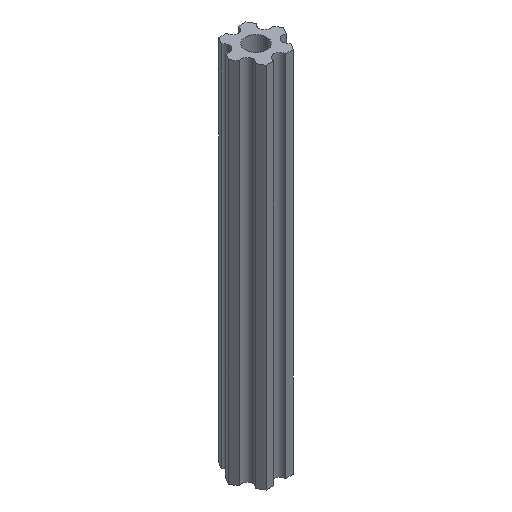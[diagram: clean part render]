
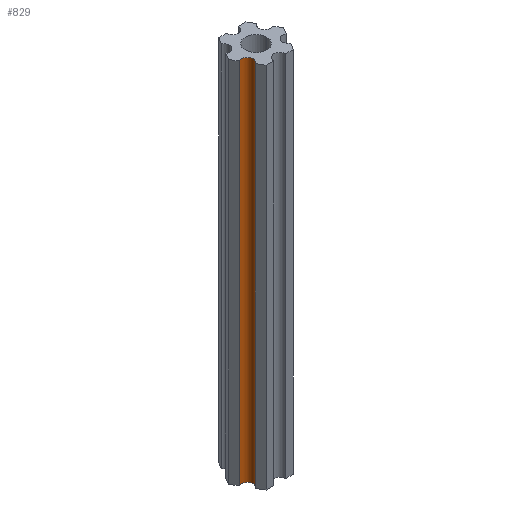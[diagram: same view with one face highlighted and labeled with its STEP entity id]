
A CAD part, isometric view. The second image highlights one B-rep face of the part: STEP entity #829.
In plain terms, the highlighted cylindrical face has radius 1.587 mm (diameter 3.175 mm), a partial arc.
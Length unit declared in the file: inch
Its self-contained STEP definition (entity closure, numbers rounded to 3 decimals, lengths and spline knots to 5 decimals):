
#1 = VECTOR ( 'NONE', #245, 39.37008 ) ;
#10 = DIRECTION ( 'NONE',  ( 1., 0., 0. ) ) ;
#28 = VECTOR ( 'NONE', #674, 39.37008 ) ;
#42 = EDGE_CURVE ( 'NONE', #694, #371, #138, .T. ) ;
#55 = CARTESIAN_POINT ( 'NONE',  ( -0.18526, -0.17913, 0. ) ) ;
#78 = VERTEX_POINT ( 'NONE', #615 ) ;
#84 = FACE_OUTER_BOUND ( 'NONE', #372, .T. ) ;
#87 = CARTESIAN_POINT ( 'NONE',  ( -0.18526, -0.17913, 3.875 ) ) ;
#103 = AXIS2_PLACEMENT_3D ( 'NONE', #105, #635, #748 ) ;
#105 = CARTESIAN_POINT ( 'NONE',  ( -0.21651, -0.125, 0. ) ) ;
#132 = DIRECTION ( 'NONE',  ( 0., 0., -1. ) ) ;
#138 = CIRCLE ( 'NONE', #156, 0.0625 ) ;
#144 = DIRECTION ( 'NONE',  ( -1., 0., 0. ) ) ;
#156 = AXIS2_PLACEMENT_3D ( 'NONE', #490, #132, #10 ) ;
#161 = EDGE_CURVE ( 'NONE', #694, #78, #268, .T. ) ;
#204 = ORIENTED_EDGE ( 'NONE', *, *, #488, .T. ) ;
#245 = DIRECTION ( 'NONE',  ( 0., 0., -1. ) ) ;
#268 = LINE ( 'NONE', #658, #1 ) ;
#362 = EDGE_CURVE ( 'NONE', #371, #765, #797, .T. ) ;
#364 = DIRECTION ( 'NONE',  ( 0., 0., -1. ) ) ;
#371 = VERTEX_POINT ( 'NONE', #87 ) ;
#372 = EDGE_LOOP ( 'NONE', ( #204, #607, #434, #600 ) ) ;
#434 = ORIENTED_EDGE ( 'NONE', *, *, #42, .F. ) ;
#488 = EDGE_CURVE ( 'NONE', #78, #765, #543, .T. ) ;
#490 = CARTESIAN_POINT ( 'NONE',  ( -0.21651, -0.125, 3.875 ) ) ;
#526 = CARTESIAN_POINT ( 'NONE',  ( -0.18526, -0.17913, 3.875 ) ) ;
#531 = AXIS2_PLACEMENT_3D ( 'NONE', #726, #364, #144 ) ;
#543 = CIRCLE ( 'NONE', #103, 0.0625 ) ;
#600 = ORIENTED_EDGE ( 'NONE', *, *, #161, .T. ) ;
#607 = ORIENTED_EDGE ( 'NONE', *, *, #362, .F. ) ;
#615 = CARTESIAN_POINT ( 'NONE',  ( -0.24776, -0.07087, 0. ) ) ;
#635 = DIRECTION ( 'NONE',  ( 0., 0., -1. ) ) ;
#658 = CARTESIAN_POINT ( 'NONE',  ( -0.24776, -0.07087, 3.875 ) ) ;
#674 = DIRECTION ( 'NONE',  ( 0., 0., -1. ) ) ;
#694 = VERTEX_POINT ( 'NONE', #760 ) ;
#726 = CARTESIAN_POINT ( 'NONE',  ( -0.21651, -0.125, 3.875 ) ) ;
#748 = DIRECTION ( 'NONE',  ( 1., 0., 0. ) ) ;
#760 = CARTESIAN_POINT ( 'NONE',  ( -0.24776, -0.07087, 3.875 ) ) ;
#765 = VERTEX_POINT ( 'NONE', #55 ) ;
#797 = LINE ( 'NONE', #526, #28 ) ;
#803 = CYLINDRICAL_SURFACE ( 'NONE', #531, 0.0625 ) ;
#829 = ADVANCED_FACE ( 'NONE', ( #84 ), #803, .F. ) ;
